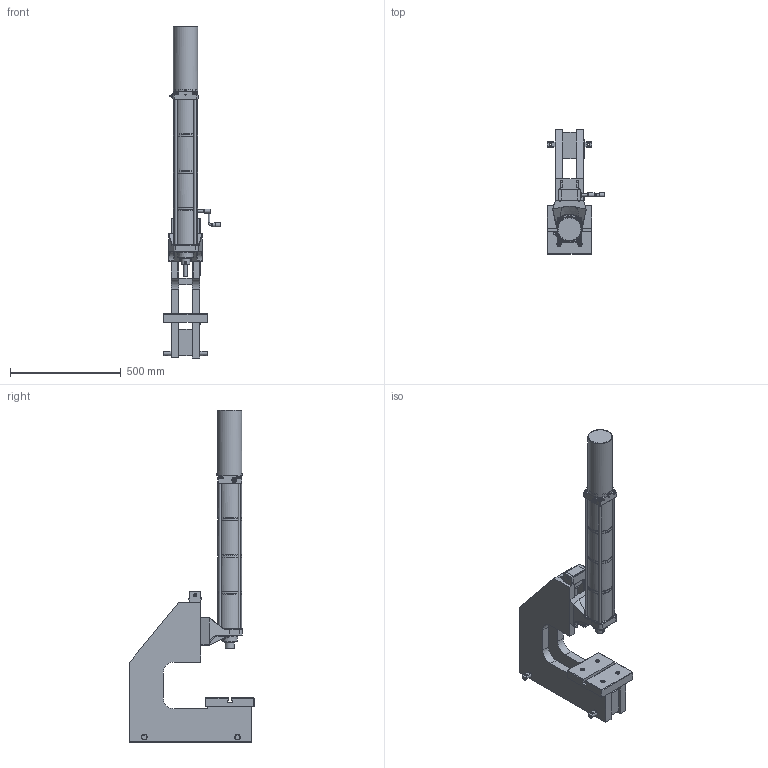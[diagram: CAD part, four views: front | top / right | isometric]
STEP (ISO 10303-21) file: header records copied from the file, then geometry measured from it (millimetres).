
FILE_DESCRIPTION((''),'2;1');
FILE_NAME('XL_DA_1700_120_300.stp','2009-09-23T11:32:09',('rfinsterle'),(''),'Autodesk Inventor 2008','Autodesk Inventor 2008','');
FILE_SCHEMA(('AUTOMOTIVE_DESIGN { 1 0 10303 214 1 1 1 1 }'));
Length unit declared in the file: millimetre
Products named in the file (7): ENG-001127_V; ENG-000898-1_V; ENG-001118_V; ENG-000226; ENG-000754; ENG-000378; DIN 7337  A A3 x 8
Assembly tree (9 placements, depth 2):
  ENG-001127_V
    ENG-000898-1_V
    ENG-001118_V
    ENG-000226
    ENG-000754  x3
    ENG-000378
    DIN 7337  A A3 x 8  x2
Bounding box: 258.79 x 560 x 1495.96 mm (x, y, z)
Volume: 19062330.4 mm3; surface area: 2220494.8 mm2
Topology: 9 solids, 16 shells, 6462 faces, 17495 edges, 11519 vertices
Faces by surface type: plane 3863, bspline 2035, cylinder 254, cone 246, torus 49, sphere 15
Full cylindrical faces by diameter (mm): 2.4 x3, 3 x2, 3.242 x1, 3.65 x2, 4 x5, 4.918 x2, 5 x3, 6.4 x2, 6.5 x2, 8 x6, 8.4 x1, 8.5 x1, 10 x5, 10.02 x1, 11.8 x2, 12 x4, 13 x2, 15 x1, 15.4 x1, 16 x1, 16.66 x1, 17 x1, 17.5 x2, 18 x10, 19.4 x1, 19.5 x1, 20 x6, 20.3 x1, 22 x1, 23.4 x1
Entity records: 226667 total; most frequent: CARTESIAN_POINT 75836, ORIENTED_EDGE 33790, DIRECTION 22741, EDGE_CURVE 16895, VECTOR 11553, LINE 11553, VERTEX_POINT 11346, EDGE_LOOP 7405
